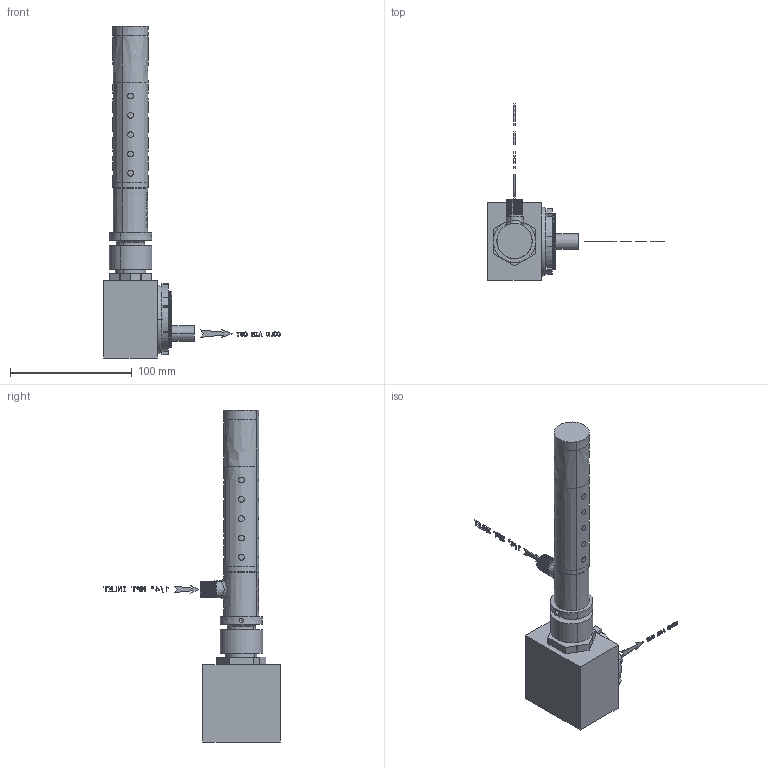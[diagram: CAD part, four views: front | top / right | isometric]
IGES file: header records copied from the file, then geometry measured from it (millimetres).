
Start section: START RECORD GO HERE.
Global section: file name: Nema 12 With Side Mount.igs; native system: DASSAULT SYSTEMES CATIA V5 R20 - www.3ds.com; preprocessor: CATIA Version 5 Release 20 ; author: DESIGNENG; organization: DESIGNENG; date: 20150522.161212; units: millimetre
Bounding box: 145.35 x 145.04 x 273.1 mm (x, y, z)
Volume: 349479.4 mm3; surface area: 89483.8 mm2
Topology: 33 solids, 34 shells, 1381 faces, 3705 edges, 2441 vertices
Faces by surface type: plane 907, revolution 221, bspline 146, extrusion 107
